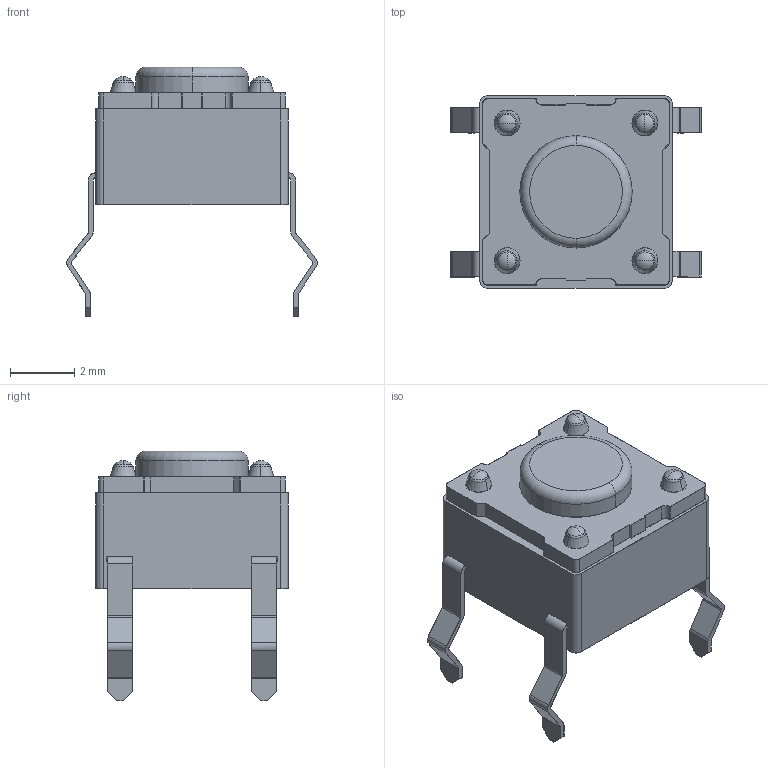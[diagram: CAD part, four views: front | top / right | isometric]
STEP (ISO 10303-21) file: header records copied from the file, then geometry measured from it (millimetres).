
FILE_DESCRIPTION(('FreeCAD Model'),'2;1');
FILE_NAME('MJTP1230.STEP','2018-05-22T12:10:31',( 'Ben Veenema'),('Veenema Design Works'), 'Open CASCADE STEP processor 7.2','FreeCAD','Unknown');
FILE_SCHEMA(('CONFIG_CONTROL_DESIGN','SHAPE_APPEARANCE_LAYER_MIM'));
Length unit declared in the file: millimetre
Products named in the file (1): MJTP1230
Bounding box: 7.83 x 6.02 x 7.8 mm (x, y, z)
Volume: 134.9 mm3; surface area: 201.2 mm2
Topology: 1 solids, 1 shells, 454 faces, 1086 edges, 604 vertices
Faces by surface type: cylinder 204, torus 98, plane 84, bspline 32, sphere 28, cone 8
Entity records: 16585 total; most frequent: CARTESIAN_POINT 3249, DIRECTION 2258, ORIENTED_EDGE 2092, EDGE_CURVE 1046, AXIS2_PLACEMENT_3D 909, VERTEX_POINT 604, CIRCLE 486, FACE_BOUND 464
